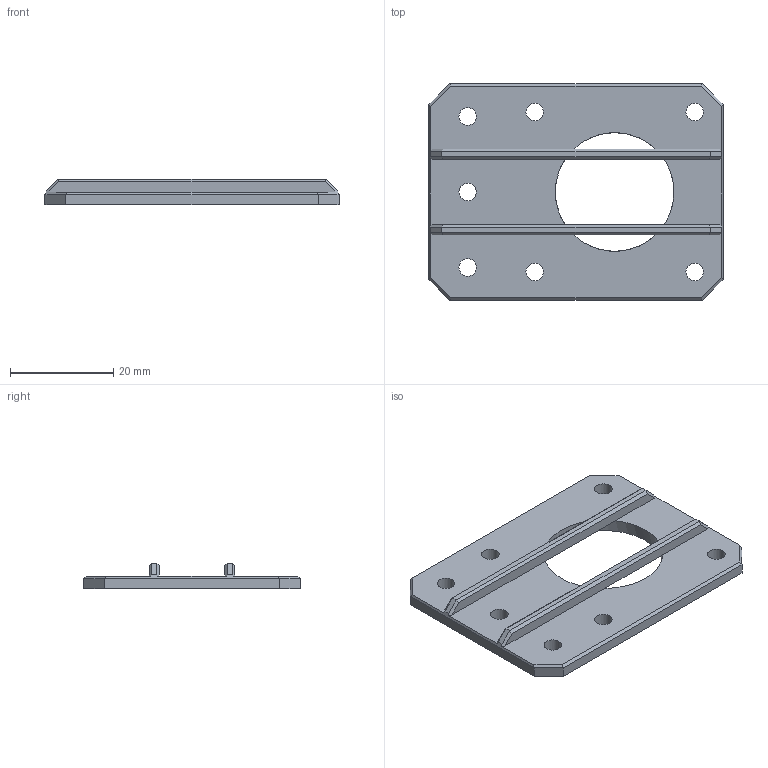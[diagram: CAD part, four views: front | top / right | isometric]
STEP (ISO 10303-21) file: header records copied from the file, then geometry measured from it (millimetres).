
FILE_DESCRIPTION(/* description */ (''),/* implementation_level */ '2;1');
FILE_NAME(/* name */ 'Stepper mount v3.step',/* time_stamp */ '2022-09-28T11:51:20-07:00',/* author */ (''),/* organization */ (''),/* preprocessor_version */ 'ST-DEVELOPER v19',/* originating_system */ 'Autodesk Translation Framework v11.7.0.108',/* authorisation */ '');
FILE_SCHEMA (('AUTOMOTIVE_DESIGN { 1 0 10303 214 3 1 1 }'));
Length unit declared in the file: millimetre
Products named in the file (2): Stepper mount; Stepper mount_1
Assembly tree (1 placements, depth 2):
  Stepper mount
    Stepper mount_1
Bounding box: 57 x 42 x 5 mm (x, y, z)
Volume: 5204.5 mm3; surface area: 5184.6 mm2
Topology: 1 solids, 1 shells, 53 faces, 144 edges, 88 vertices
Faces by surface type: plane 45, cylinder 8
Full cylindrical faces by diameter (mm): 3.4 x7, 23 x1
Entity records: 1723 total; most frequent: ORIENTED_EDGE 288, CARTESIAN_POINT 288, DIRECTION 280, EDGE_CURVE 144, LINE 120, VECTOR 120, VERTEX_POINT 88, AXIS2_PLACEMENT_3D 80
